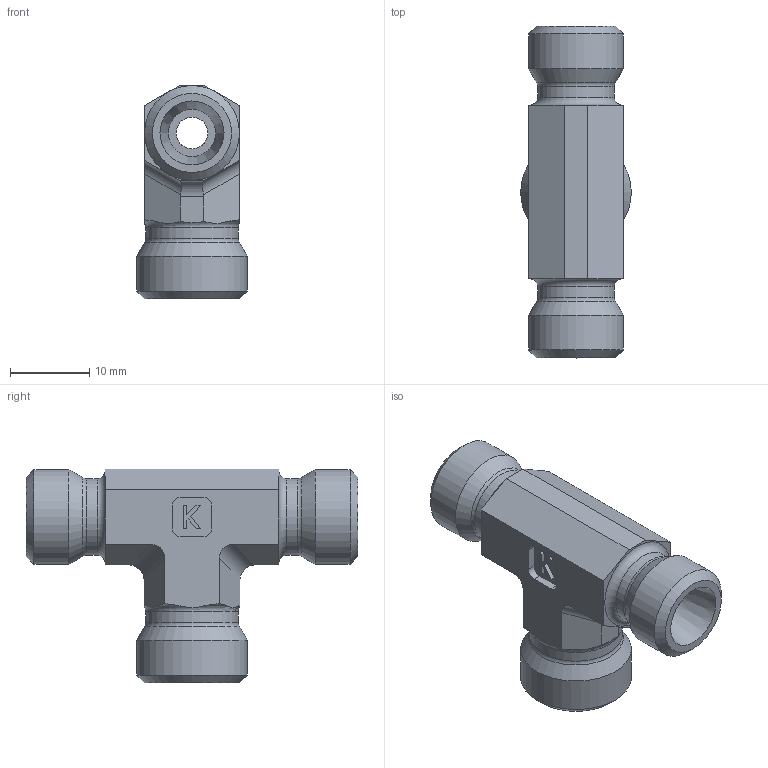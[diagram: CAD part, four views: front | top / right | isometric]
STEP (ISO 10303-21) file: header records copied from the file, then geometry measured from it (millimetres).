
FILE_DESCRIPTION((''),'2;1');
FILE_NAME('374060608.stp','2014-08-13T16:04:18',(''),('KNOMI spol. s r. o.'),'Autodesk Inventor 2012','Autodesk Inventor 2012','');
FILE_SCHEMA(('AUTOMOTIVE_DESIGN { 1 2 10303 214 0 1 1 1 }'));
Length unit declared in the file: millimetre
Products named in the file (1): TS2 06/06/08L M12/M12/M14
Bounding box: 14 x 42 x 27.06 mm (x, y, z)
Volume: 5054.2 mm3; surface area: 3507.6 mm2
Topology: 1 solids, 1 shells, 85 faces, 221 edges, 144 vertices
Faces by surface type: plane 47, cylinder 21, cone 11, torus 6
Full cylindrical faces by diameter (mm): 4 x1, 6 x3, 8 x1, 9.7 x2, 11.7 x1, 12 x2, 14 x1
Entity records: 2508 total; most frequent: CARTESIAN_POINT 534, DIRECTION 404, ORIENTED_EDGE 368, EDGE_CURVE 184, AXIS2_PLACEMENT_3D 148, VERTEX_POINT 134, EDGE_LOOP 122, VECTOR 108
